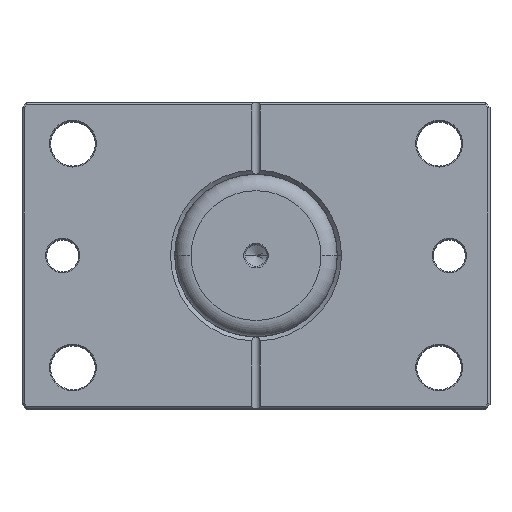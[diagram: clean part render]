
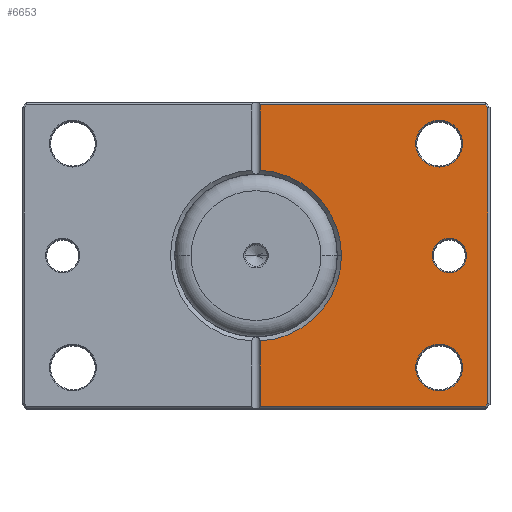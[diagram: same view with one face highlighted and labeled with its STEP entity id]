
A CAD part, top view. The second image highlights one B-rep face of the part: STEP entity #6653.
In plain terms, the highlighted face is planar.
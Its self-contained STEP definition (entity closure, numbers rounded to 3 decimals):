
#30 = DIRECTION ( 'NONE',  ( 0., 0., 1. ) ) ;
#40 = DIRECTION ( 'NONE',  ( 1., 0., 0. ) ) ;
#61 = CARTESIAN_POINT ( 'NONE',  ( -78.5, -55., 0. ) ) ;
#129 = CIRCLE ( 'NONE', #2803, 11.5 ) ;
#177 = ORIENTED_EDGE ( 'NONE', *, *, #6961, .T. ) ;
#201 = EDGE_CURVE ( 'NONE', #1627, #4084, #1831, .T. ) ;
#339 = VERTEX_POINT ( 'NONE', #756 ) ;
#391 = CARTESIAN_POINT ( 'NONE',  ( -95., 0., 0. ) ) ;
#417 = EDGE_CURVE ( 'NONE', #5438, #3946, #2269, .T. ) ;
#622 = ORIENTED_EDGE ( 'NONE', *, *, #6353, .T. ) ;
#756 = CARTESIAN_POINT ( 'NONE',  ( -114., -72.586, 0. ) ) ;
#764 = VECTOR ( 'NONE', #4767, 1000. ) ;
#956 = DIRECTION ( 'NONE',  ( 1., 0., 0. ) ) ;
#978 = AXIS2_PLACEMENT_3D ( 'NONE', #1409, #6733, #6284 ) ;
#1058 = ORIENTED_EDGE ( 'NONE', *, *, #201, .T. ) ;
#1262 = LINE ( 'NONE', #4557, #2440 ) ;
#1283 = CARTESIAN_POINT ( 'NONE',  ( -114., 0., 0. ) ) ;
#1303 = DIRECTION ( 'NONE',  ( 0., 0., 1. ) ) ;
#1382 = ORIENTED_EDGE ( 'NONE', *, *, #7199, .T. ) ;
#1409 = CARTESIAN_POINT ( 'NONE',  ( -90., -55., 0. ) ) ;
#1436 = EDGE_CURVE ( 'NONE', #4949, #3102, #3837, .T. ) ;
#1486 = DIRECTION ( 'NONE',  ( 0., 0., 1. ) ) ;
#1588 = CARTESIAN_POINT ( 'NONE',  ( -2., 41.952, 0. ) ) ;
#1598 = CARTESIAN_POINT ( 'NONE',  ( 0., -74., 0. ) ) ;
#1627 = VERTEX_POINT ( 'NONE', #2492 ) ;
#1831 = CIRCLE ( 'NONE', #978, 11.5 ) ;
#1844 = ORIENTED_EDGE ( 'NONE', *, *, #4487, .T. ) ;
#1863 = DIRECTION ( 'NONE',  ( 0., 1., 0. ) ) ;
#1929 = CARTESIAN_POINT ( 'NONE',  ( -114., 72.586, 0. ) ) ;
#1949 = CARTESIAN_POINT ( 'NONE',  ( -2., 74., 0. ) ) ;
#1955 = CARTESIAN_POINT ( 'NONE',  ( -95., 0., 0. ) ) ;
#2082 = CIRCLE ( 'NONE', #2192, 42. ) ;
#2124 = LINE ( 'NONE', #3118, #4907 ) ;
#2153 = EDGE_LOOP ( 'NONE', ( #2372, #2734, #4391, #5763, #5608, #5782, #2730, #6896, #5174 ) ) ;
#2188 = CIRCLE ( 'NONE', #3374, 8.5 ) ;
#2192 = AXIS2_PLACEMENT_3D ( 'NONE', #4840, #1486, #5405 ) ;
#2196 = ORIENTED_EDGE ( 'NONE', *, *, #1436, .T. ) ;
#2269 = LINE ( 'NONE', #2903, #764 ) ;
#2296 = PLANE ( 'NONE',  #4721 ) ;
#2353 = CARTESIAN_POINT ( 'NONE',  ( -93.293, -93.293, 0. ) ) ;
#2372 = ORIENTED_EDGE ( 'NONE', *, *, #4952, .T. ) ;
#2440 = VECTOR ( 'NONE', #4125, 1000. ) ;
#2492 = CARTESIAN_POINT ( 'NONE',  ( -101.5, -55., 0. ) ) ;
#2542 = DIRECTION ( 'NONE',  ( 1., 0., 0. ) ) ;
#2550 = FACE_BOUND ( 'NONE', #3351, .T. ) ;
#2585 = EDGE_LOOP ( 'NONE', ( #1844, #2196 ) ) ;
#2661 = VERTEX_POINT ( 'NONE', #1949 ) ;
#2714 = FACE_BOUND ( 'NONE', #2585, .T. ) ;
#2730 = ORIENTED_EDGE ( 'NONE', *, *, #5714, .T. ) ;
#2734 = ORIENTED_EDGE ( 'NONE', *, *, #5889, .T. ) ;
#2803 = AXIS2_PLACEMENT_3D ( 'NONE', #3413, #30, #3947 ) ;
#2903 = CARTESIAN_POINT ( 'NONE',  ( -2., 75., 0. ) ) ;
#2938 = AXIS2_PLACEMENT_3D ( 'NONE', #391, #4318, #956 ) ;
#3102 = VERTEX_POINT ( 'NONE', #5115 ) ;
#3115 = EDGE_CURVE ( 'NONE', #5071, #6534, #1262, .T. ) ;
#3118 = CARTESIAN_POINT ( 'NONE',  ( 0., 74., 0. ) ) ;
#3142 = DIRECTION ( 'NONE',  ( 0., 0., 1. ) ) ;
#3231 = CIRCLE ( 'NONE', #2938, 8.5 ) ;
#3351 = EDGE_LOOP ( 'NONE', ( #1058, #1382 ) ) ;
#3374 = AXIS2_PLACEMENT_3D ( 'NONE', #1955, #5856, #2542 ) ;
#3380 = AXIS2_PLACEMENT_3D ( 'NONE', #6613, #6588, #6569 ) ;
#3413 = CARTESIAN_POINT ( 'NONE',  ( -90., -55., 0. ) ) ;
#3420 = DIRECTION ( 'NONE',  ( 0., 0., 1. ) ) ;
#3435 = CIRCLE ( 'NONE', #4017, 42. ) ;
#3460 = VERTEX_POINT ( 'NONE', #5982 ) ;
#3679 = DIRECTION ( 'NONE',  ( 1., 0., 0. ) ) ;
#3738 = EDGE_CURVE ( 'NONE', #4704, #339, #4340, .T. ) ;
#3766 = CARTESIAN_POINT ( 'NONE',  ( -112.586, -74., 0. ) ) ;
#3837 = CIRCLE ( 'NONE', #3380, 11.5 ) ;
#3943 = VECTOR ( 'NONE', #6057, 1000. ) ;
#3946 = VERTEX_POINT ( 'NONE', #6003 ) ;
#3947 = DIRECTION ( 'NONE',  ( 1., 0., 0. ) ) ;
#3997 = FACE_BOUND ( 'NONE', #7154, .T. ) ;
#4017 = AXIS2_PLACEMENT_3D ( 'NONE', #6478, #3142, #7003 ) ;
#4084 = VERTEX_POINT ( 'NONE', #61 ) ;
#4125 = DIRECTION ( 'NONE',  ( 0.707, 0.707, 0. ) ) ;
#4318 = DIRECTION ( 'NONE',  ( 0., 0., 1. ) ) ;
#4340 = LINE ( 'NONE', #2353, #5637 ) ;
#4391 = ORIENTED_EDGE ( 'NONE', *, *, #6949, .T. ) ;
#4487 = EDGE_CURVE ( 'NONE', #3102, #4949, #5017, .T. ) ;
#4557 = CARTESIAN_POINT ( 'NONE',  ( -93.293, 93.293, 0. ) ) ;
#4599 = DIRECTION ( 'NONE',  ( 0., -1., 0. ) ) ;
#4652 = CARTESIAN_POINT ( 'NONE',  ( -90., 55., 0. ) ) ;
#4704 = VERTEX_POINT ( 'NONE', #3766 ) ;
#4721 = AXIS2_PLACEMENT_3D ( 'NONE', #6734, #3420, #40 ) ;
#4767 = DIRECTION ( 'NONE',  ( 0., -1., 0. ) ) ;
#4823 = EDGE_CURVE ( 'NONE', #3946, #4704, #7062, .T. ) ;
#4840 = CARTESIAN_POINT ( 'NONE',  ( 0., 0., 0. ) ) ;
#4907 = VECTOR ( 'NONE', #3679, 1000. ) ;
#4915 = CARTESIAN_POINT ( 'NONE',  ( -103.5, 0., 0. ) ) ;
#4949 = VERTEX_POINT ( 'NONE', #5696 ) ;
#4952 = EDGE_CURVE ( 'NONE', #2661, #5312, #7141, .T. ) ;
#5017 = CIRCLE ( 'NONE', #5879, 11.5 ) ;
#5071 = VERTEX_POINT ( 'NONE', #1929 ) ;
#5115 = CARTESIAN_POINT ( 'NONE',  ( -101.5, 55., 0. ) ) ;
#5174 = ORIENTED_EDGE ( 'NONE', *, *, #5858, .T. ) ;
#5209 = DIRECTION ( 'NONE',  ( 1., 0., 0. ) ) ;
#5240 = CARTESIAN_POINT ( 'NONE',  ( -42., 0., 0. ) ) ;
#5312 = VERTEX_POINT ( 'NONE', #1588 ) ;
#5405 = DIRECTION ( 'NONE',  ( 1., 0., 0. ) ) ;
#5438 = VERTEX_POINT ( 'NONE', #6705 ) ;
#5608 = ORIENTED_EDGE ( 'NONE', *, *, #4823, .T. ) ;
#5637 = VECTOR ( 'NONE', #5674, 1000. ) ;
#5674 = DIRECTION ( 'NONE',  ( -0.707, 0.707, 0. ) ) ;
#5688 = VECTOR ( 'NONE', #4599, 1000. ) ;
#5696 = CARTESIAN_POINT ( 'NONE',  ( -78.5, 55., 0. ) ) ;
#5714 = EDGE_CURVE ( 'NONE', #339, #5071, #6129, .T. ) ;
#5763 = ORIENTED_EDGE ( 'NONE', *, *, #417, .T. ) ;
#5782 = ORIENTED_EDGE ( 'NONE', *, *, #3738, .T. ) ;
#5856 = DIRECTION ( 'NONE',  ( 0., 0., 1. ) ) ;
#5858 = EDGE_CURVE ( 'NONE', #6534, #2661, #2124, .T. ) ;
#5879 = AXIS2_PLACEMENT_3D ( 'NONE', #4652, #1303, #5209 ) ;
#5889 = EDGE_CURVE ( 'NONE', #5312, #6314, #3435, .T. ) ;
#5953 = VECTOR ( 'NONE', #1863, 1000. ) ;
#5982 = CARTESIAN_POINT ( 'NONE',  ( -86.5, 0., 0. ) ) ;
#6003 = CARTESIAN_POINT ( 'NONE',  ( -2., -74., 0. ) ) ;
#6057 = DIRECTION ( 'NONE',  ( -1., 0., 0. ) ) ;
#6129 = LINE ( 'NONE', #1283, #5953 ) ;
#6261 = CARTESIAN_POINT ( 'NONE',  ( -2., 75., 0. ) ) ;
#6284 = DIRECTION ( 'NONE',  ( 1., 0., 0. ) ) ;
#6314 = VERTEX_POINT ( 'NONE', #5240 ) ;
#6353 = EDGE_CURVE ( 'NONE', #3460, #7057, #2188, .T. ) ;
#6478 = CARTESIAN_POINT ( 'NONE',  ( 0., 0., 0. ) ) ;
#6534 = VERTEX_POINT ( 'NONE', #6603 ) ;
#6569 = DIRECTION ( 'NONE',  ( 1., 0., 0. ) ) ;
#6588 = DIRECTION ( 'NONE',  ( 0., 0., 1. ) ) ;
#6603 = CARTESIAN_POINT ( 'NONE',  ( -112.586, 74., 0. ) ) ;
#6613 = CARTESIAN_POINT ( 'NONE',  ( -90., 55., 0. ) ) ;
#6653 = ADVANCED_FACE ( 'NONE', ( #3997, #2550, #2714, #6775 ), #2296, .F. ) ;
#6705 = CARTESIAN_POINT ( 'NONE',  ( -2., -41.952, 0. ) ) ;
#6733 = DIRECTION ( 'NONE',  ( 0., 0., 1. ) ) ;
#6734 = CARTESIAN_POINT ( 'NONE',  ( 0., 0., 0. ) ) ;
#6775 = FACE_OUTER_BOUND ( 'NONE', #2153, .T. ) ;
#6896 = ORIENTED_EDGE ( 'NONE', *, *, #3115, .T. ) ;
#6949 = EDGE_CURVE ( 'NONE', #6314, #5438, #2082, .T. ) ;
#6961 = EDGE_CURVE ( 'NONE', #7057, #3460, #3231, .T. ) ;
#7003 = DIRECTION ( 'NONE',  ( 1., 0., 0. ) ) ;
#7057 = VERTEX_POINT ( 'NONE', #4915 ) ;
#7062 = LINE ( 'NONE', #1598, #3943 ) ;
#7141 = LINE ( 'NONE', #6261, #5688 ) ;
#7154 = EDGE_LOOP ( 'NONE', ( #177, #622 ) ) ;
#7199 = EDGE_CURVE ( 'NONE', #4084, #1627, #129, .T. ) ;
